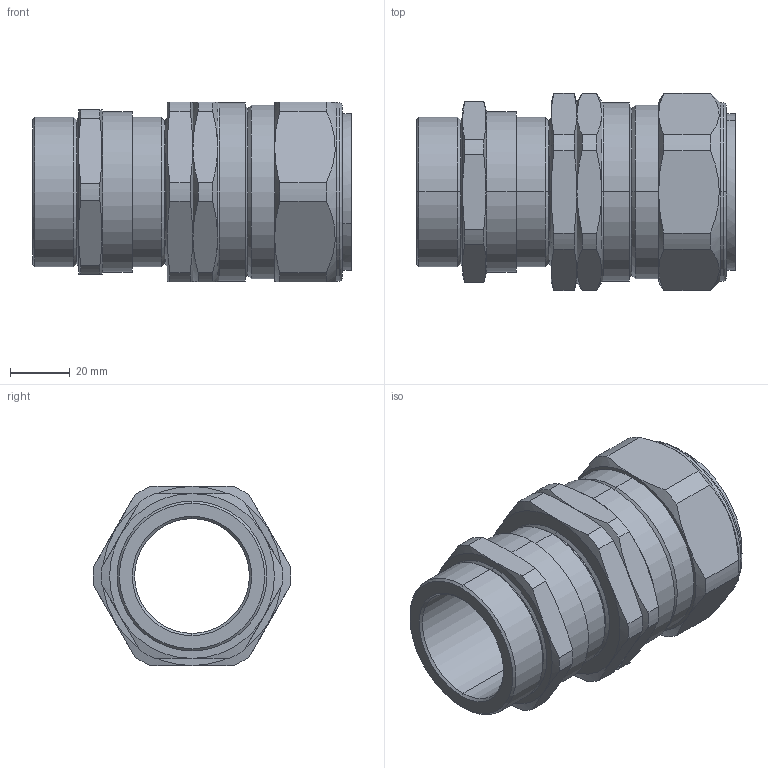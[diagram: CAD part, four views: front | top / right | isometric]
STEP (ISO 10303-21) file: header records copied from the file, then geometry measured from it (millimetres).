
FILE_DESCRIPTION (( 'STEP AP203' ), '1' );
FILE_NAME ('50SE%1RA.STEP', '2021-04-21T10:37:36', ( '' ), ( '' ), 'SwSTEP 2.0', 'SolidWorks 2017', '' );
FILE_SCHEMA (( 'CONFIG_CONTROL_DESIGN' ));
Length unit declared in the file: millimetre
Products named in the file (1): 50SE%1RA
Bounding box: 106.3 x 65.97 x 60 mm (x, y, z)
Volume: 113453.3 mm3; surface area: 39889.1 mm2
Topology: 1 solids, 1 shells, 142 faces, 336 edges, 206 vertices
Faces by surface type: cylinder 50, cone 50, plane 36, torus 6
Entity records: 4535 total; most frequent: CARTESIAN_POINT 1209, DIRECTION 700, ORIENTED_EDGE 672, EDGE_CURVE 336, AXIS2_PLACEMENT_3D 297, VERTEX_POINT 206, EDGE_LOOP 154, CIRCLE 154
